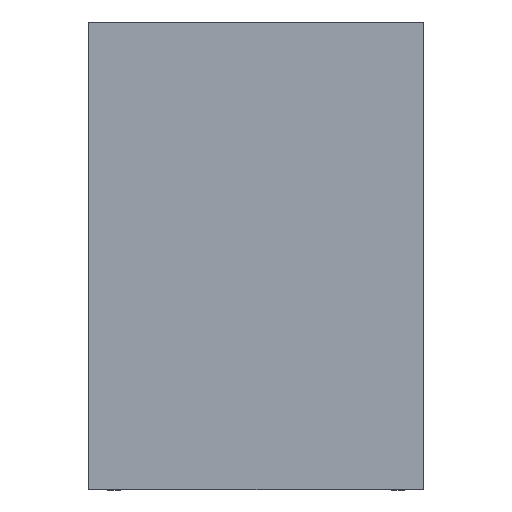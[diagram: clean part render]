
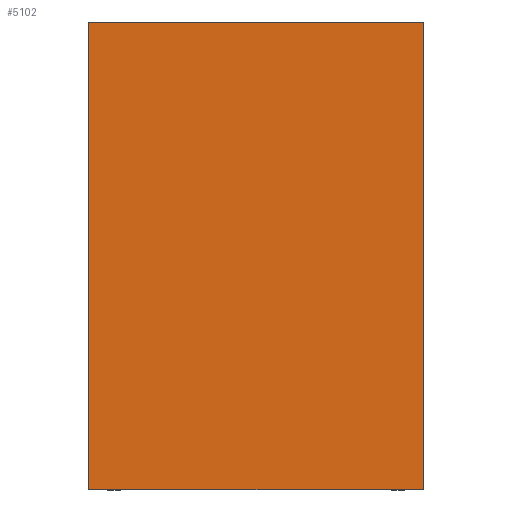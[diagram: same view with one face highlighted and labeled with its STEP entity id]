
A CAD part, top view. The second image highlights one B-rep face of the part: STEP entity #5102.
In plain terms, the highlighted planar face has unit normal (0, 0, 1).
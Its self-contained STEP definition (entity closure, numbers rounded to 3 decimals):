
#231=FACE_OUTER_BOUND($,#489,.T.);
#489=EDGE_LOOP($,(#4135,#4136,#4137,#4138));
#914=LINE($,#7505,#1607);
#1009=LINE($,#7706,#1702);
#1146=LINE($,#7974,#1839);
#1147=LINE($,#7976,#1840);
#1607=VECTOR($,#6002,12.96);
#1702=VECTOR($,#6175,12.96);
#1839=VECTOR($,#6404,18.1);
#1840=VECTOR($,#6407,18.1);
#2265=VERTEX_POINT($,#7502);
#2266=VERTEX_POINT($,#7504);
#2329=VERTEX_POINT($,#7703);
#2330=VERTEX_POINT($,#7705);
#2815=EDGE_CURVE($,#2265,#2266,#914,.T.);
#2918=EDGE_CURVE($,#2330,#2329,#1009,.T.);
#3063=EDGE_CURVE($,#2266,#2329,#1146,.T.);
#3064=EDGE_CURVE($,#2265,#2330,#1147,.T.);
#4135=ORIENTED_EDGE($,*,*,#2815,.F.);
#4136=ORIENTED_EDGE($,*,*,#3064,.T.);
#4137=ORIENTED_EDGE($,*,*,#2918,.T.);
#4138=ORIENTED_EDGE($,*,*,#3063,.F.);
#4853=PLANE($,#5410);
#5102=ADVANCED_FACE($,(#231),#4853,.T.);
#5410=AXIS2_PLACEMENT_3D($,#7975,#6405,#6406);
#6002=DIRECTION($,(1.,0.,0.));
#6175=DIRECTION($,(1.,0.,0.));
#6404=DIRECTION($,(0.,-1.,0.));
#6405=DIRECTION('center_axis',(0.,0.,1.));
#6406=DIRECTION('ref_axis',(-1.,0.,0.));
#6407=DIRECTION($,(0.,-1.,0.));
#7502=CARTESIAN_POINT('',(-6.48,2.6,11.5));
#7504=CARTESIAN_POINT('',(6.48,2.6,11.5));
#7505=CARTESIAN_POINT($,(0.,2.6,11.5));
#7703=CARTESIAN_POINT('',(6.48,-15.5,11.5));
#7705=CARTESIAN_POINT('',(-6.48,-15.5,11.5));
#7706=CARTESIAN_POINT($,(0.,-15.5,11.5));
#7974=CARTESIAN_POINT($,(6.48,-6.45,11.5));
#7975=CARTESIAN_POINT('Origin',(6.48,2.6,11.5));
#7976=CARTESIAN_POINT($,(-6.48,-6.45,11.5));
